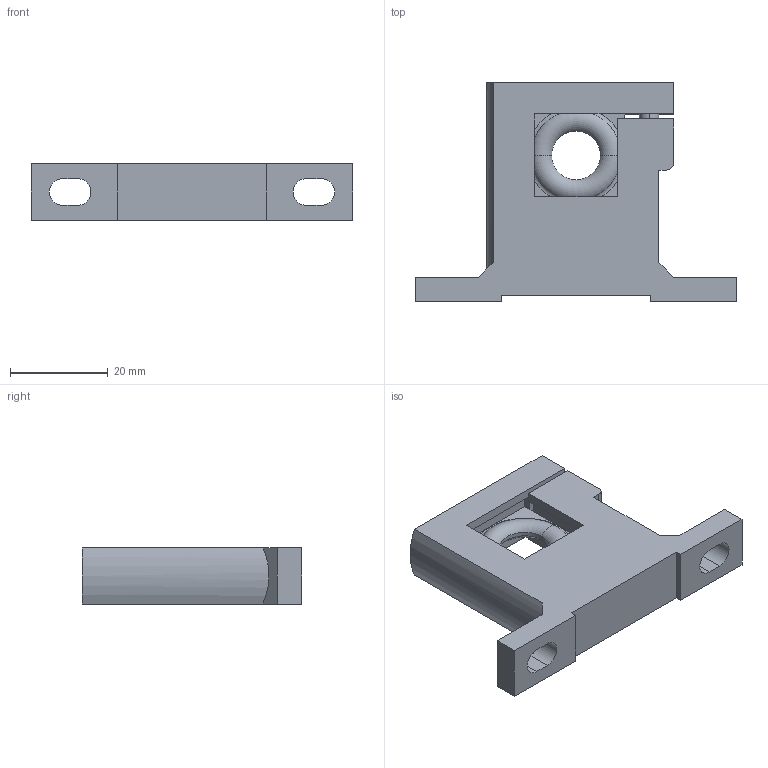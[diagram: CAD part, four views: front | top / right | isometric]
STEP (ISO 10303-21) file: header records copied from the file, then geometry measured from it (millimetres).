
FILE_DESCRIPTION (( 'STEP AP203' ), '1' );
FILE_NAME ('AB-2T.step', '2015-11-09T22:36:02', ( '' ), ( '' ), 'SwSTEP 2.0', 'SolidWorks 2015', '' );
FILE_SCHEMA (( 'CONFIG_CONTROL_DESIGN' ));
Length unit declared in the file: millimetre
Products named in the file (1): AB-2T
Bounding box: 66 x 45 x 11.5 mm (x, y, z)
Volume: 16046.3 mm3; surface area: 8100.4 mm2
Topology: 3 solids, 3 shells, 104 faces, 257 edges, 166 vertices
Faces by surface type: plane 68, cylinder 24, torus 8, cone 4
Entity records: 3149 total; most frequent: DIRECTION 533, CARTESIAN_POINT 531, ORIENTED_EDGE 514, EDGE_CURVE 257, LINE 189, VECTOR 189, AXIS2_PLACEMENT_3D 172, VERTEX_POINT 166
